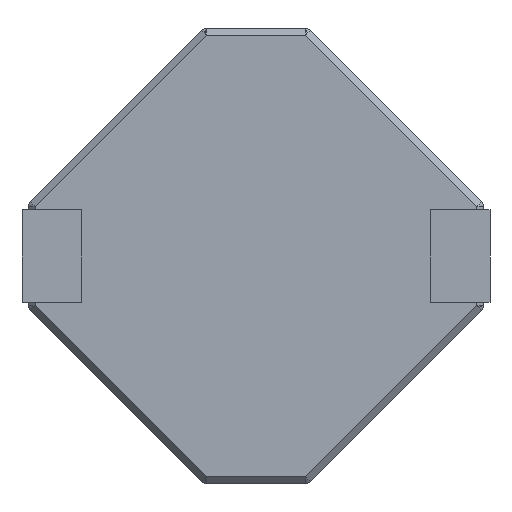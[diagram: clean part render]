
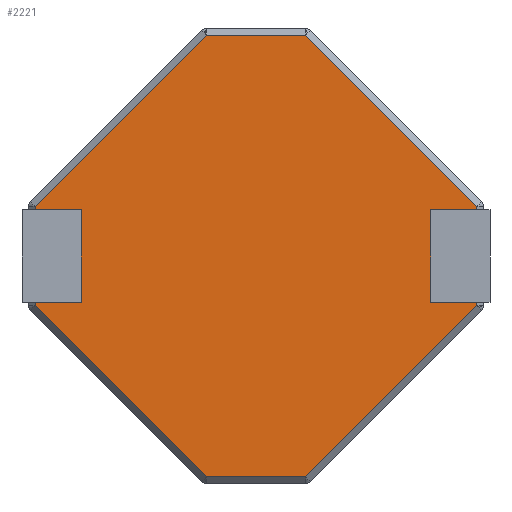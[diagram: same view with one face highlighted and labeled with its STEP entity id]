
A CAD part, front view. The second image highlights one B-rep face of the part: STEP entity #2221.
In plain terms, the highlighted planar face has unit normal (0, -1, 0).
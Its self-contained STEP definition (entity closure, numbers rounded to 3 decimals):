
#6 = VECTOR ( 'NONE', #1282, 1000. ) ;
#31 = VERTEX_POINT ( 'NONE', #2227 ) ;
#37 = DIRECTION ( 'NONE',  ( 0.707, 0., -0.707 ) ) ;
#56 = ORIENTED_EDGE ( 'NONE', *, *, #1367, .F. ) ;
#66 = CARTESIAN_POINT ( 'NONE',  ( 3.35, 0., 0.7 ) ) ;
#99 = VERTEX_POINT ( 'NONE', #2196 ) ;
#120 = EDGE_CURVE ( 'NONE', #31, #1322, #1011, .T. ) ;
#122 = ORIENTED_EDGE ( 'NONE', *, *, #2226, .T. ) ;
#124 = CARTESIAN_POINT ( 'NONE',  ( 3.35, 0., -0.751 ) ) ;
#143 = EDGE_CURVE ( 'NONE', #2175, #982, #1645, .T. ) ;
#144 = VERTEX_POINT ( 'NONE', #648 ) ;
#244 = LINE ( 'NONE', #1473, #6 ) ;
#260 = ORIENTED_EDGE ( 'NONE', *, *, #839, .F. ) ;
#276 = DIRECTION ( 'NONE',  ( 0., 0., -1. ) ) ;
#286 = CARTESIAN_POINT ( 'NONE',  ( -3.35, 0., 0.751 ) ) ;
#291 = DIRECTION ( 'NONE',  ( 0., 0., -1. ) ) ;
#337 = VERTEX_POINT ( 'NONE', #1491 ) ;
#351 = VERTEX_POINT ( 'NONE', #2198 ) ;
#353 = CARTESIAN_POINT ( 'NONE',  ( 0.751, 0., -3.35 ) ) ;
#356 = AXIS2_PLACEMENT_3D ( 'NONE', #878, #1071, #1967 ) ;
#374 = VECTOR ( 'NONE', #291, 1000. ) ;
#388 = EDGE_CURVE ( 'NONE', #337, #144, #767, .T. ) ;
#389 = LINE ( 'NONE', #754, #1952 ) ;
#414 = DIRECTION ( 'NONE',  ( 1., 0., 0. ) ) ;
#480 = CARTESIAN_POINT ( 'NONE',  ( 0.751, 0., 3.35 ) ) ;
#489 = VECTOR ( 'NONE', #496, 1000. ) ;
#496 = DIRECTION ( 'NONE',  ( 1., 0., 0. ) ) ;
#498 = LINE ( 'NONE', #694, #1992 ) ;
#500 = VECTOR ( 'NONE', #1793, 1000. ) ;
#535 = LINE ( 'NONE', #2301, #500 ) ;
#559 = LINE ( 'NONE', #702, #567 ) ;
#567 = VECTOR ( 'NONE', #2117, 1000. ) ;
#580 = CARTESIAN_POINT ( 'NONE',  ( -0.751, 0., -3.35 ) ) ;
#584 = VERTEX_POINT ( 'NONE', #124 ) ;
#615 = ORIENTED_EDGE ( 'NONE', *, *, #120, .T. ) ;
#648 = CARTESIAN_POINT ( 'NONE',  ( 3.35, 0., -0.7 ) ) ;
#665 = EDGE_CURVE ( 'NONE', #2150, #1940, #1521, .T. ) ;
#682 = ORIENTED_EDGE ( 'NONE', *, *, #665, .T. ) ;
#693 = EDGE_CURVE ( 'NONE', #982, #31, #1166, .T. ) ;
#694 = CARTESIAN_POINT ( 'NONE',  ( 3.35, 0., -0.751 ) ) ;
#702 = CARTESIAN_POINT ( 'NONE',  ( 3.35, 0., -0.7 ) ) ;
#731 = EDGE_CURVE ( 'NONE', #2091, #2175, #1229, .T. ) ;
#754 = CARTESIAN_POINT ( 'NONE',  ( 0., 0., 0.7 ) ) ;
#766 = EDGE_CURVE ( 'NONE', #1553, #584, #498, .T. ) ;
#767 = LINE ( 'NONE', #2187, #489 ) ;
#822 = DIRECTION ( 'NONE',  ( -0.707, 0., -0.707 ) ) ;
#839 = EDGE_CURVE ( 'NONE', #2314, #1322, #389, .T. ) ;
#878 = CARTESIAN_POINT ( 'NONE',  ( 0., 0., 0. ) ) ;
#893 = EDGE_CURVE ( 'NONE', #1373, #1553, #1276, .T. ) ;
#909 = LINE ( 'NONE', #580, #1884 ) ;
#912 = VERTEX_POINT ( 'NONE', #66 ) ;
#921 = EDGE_LOOP ( 'NONE', ( #1665, #682, #2072, #1121, #1405, #940, #1500, #56, #2078, #122, #1788, #2028, #1125, #615, #260, #1148 ) ) ;
#929 = EDGE_CURVE ( 'NONE', #1940, #1373, #909, .T. ) ;
#936 = CARTESIAN_POINT ( 'NONE',  ( -3.35, 0., 0.7 ) ) ;
#940 = ORIENTED_EDGE ( 'NONE', *, *, #1085, .T. ) ;
#952 = DIRECTION ( 'NONE',  ( -1., 0., 0. ) ) ;
#982 = VERTEX_POINT ( 'NONE', #1026 ) ;
#1011 = LINE ( 'NONE', #936, #374 ) ;
#1021 = DIRECTION ( 'NONE',  ( 0., 0., -1. ) ) ;
#1026 = CARTESIAN_POINT ( 'NONE',  ( -0.751, 0., 3.35 ) ) ;
#1067 = LINE ( 'NONE', #2120, #1699 ) ;
#1071 = DIRECTION ( 'NONE',  ( 0., -1., 0. ) ) ;
#1085 = EDGE_CURVE ( 'NONE', #584, #144, #559, .T. ) ;
#1121 = ORIENTED_EDGE ( 'NONE', *, *, #893, .T. ) ;
#1125 = ORIENTED_EDGE ( 'NONE', *, *, #693, .T. ) ;
#1148 = ORIENTED_EDGE ( 'NONE', *, *, #1877, .F. ) ;
#1154 = CARTESIAN_POINT ( 'NONE',  ( -3.35, 0., -0.7 ) ) ;
#1166 = LINE ( 'NONE', #286, #1617 ) ;
#1184 = CARTESIAN_POINT ( 'NONE',  ( -0.751, 0., -3.35 ) ) ;
#1212 = DIRECTION ( 'NONE',  ( 0., 0., 1. ) ) ;
#1229 = LINE ( 'NONE', #480, #1911 ) ;
#1238 = VECTOR ( 'NONE', #276, 1000. ) ;
#1241 = VECTOR ( 'NONE', #414, 1000. ) ;
#1276 = LINE ( 'NONE', #1815, #1241 ) ;
#1282 = DIRECTION ( 'NONE',  ( 1., 0., 0. ) ) ;
#1322 = VERTEX_POINT ( 'NONE', #1349 ) ;
#1349 = CARTESIAN_POINT ( 'NONE',  ( -3.35, 0., 0.7 ) ) ;
#1367 = EDGE_CURVE ( 'NONE', #351, #337, #2266, .T. ) ;
#1373 = VERTEX_POINT ( 'NONE', #1184 ) ;
#1405 = ORIENTED_EDGE ( 'NONE', *, *, #766, .T. ) ;
#1433 = CARTESIAN_POINT ( 'NONE',  ( 3.35, 0., 0.751 ) ) ;
#1447 = CARTESIAN_POINT ( 'NONE',  ( -0.751, 0., 3.35 ) ) ;
#1473 = CARTESIAN_POINT ( 'NONE',  ( 0., 0., -0.7 ) ) ;
#1491 = CARTESIAN_POINT ( 'NONE',  ( 2.65, 0., -0.7 ) ) ;
#1500 = ORIENTED_EDGE ( 'NONE', *, *, #388, .F. ) ;
#1521 = LINE ( 'NONE', #2219, #1238 ) ;
#1538 = VECTOR ( 'NONE', #1871, 1000. ) ;
#1553 = VERTEX_POINT ( 'NONE', #353 ) ;
#1617 = VECTOR ( 'NONE', #822, 1000. ) ;
#1645 = LINE ( 'NONE', #1447, #1538 ) ;
#1665 = ORIENTED_EDGE ( 'NONE', *, *, #1679, .F. ) ;
#1677 = CARTESIAN_POINT ( 'NONE',  ( 3.35, 0., 0.751 ) ) ;
#1679 = EDGE_CURVE ( 'NONE', #2150, #99, #244, .T. ) ;
#1699 = VECTOR ( 'NONE', #1212, 1000. ) ;
#1711 = CARTESIAN_POINT ( 'NONE',  ( 2.65, 0., 0. ) ) ;
#1756 = PLANE ( 'NONE',  #356 ) ;
#1769 = DIRECTION ( 'NONE',  ( 0., 0., 1. ) ) ;
#1788 = ORIENTED_EDGE ( 'NONE', *, *, #731, .T. ) ;
#1790 = CARTESIAN_POINT ( 'NONE',  ( -3.35, 0., -0.751 ) ) ;
#1793 = DIRECTION ( 'NONE',  ( -1., 0., 0. ) ) ;
#1815 = CARTESIAN_POINT ( 'NONE',  ( 0.751, 0., -3.35 ) ) ;
#1871 = DIRECTION ( 'NONE',  ( -1., 0., 0. ) ) ;
#1877 = EDGE_CURVE ( 'NONE', #99, #2314, #1067, .T. ) ;
#1884 = VECTOR ( 'NONE', #37, 1000. ) ;
#1911 = VECTOR ( 'NONE', #2297, 1000. ) ;
#1940 = VERTEX_POINT ( 'NONE', #1790 ) ;
#1948 = DIRECTION ( 'NONE',  ( 0.707, 0., 0.707 ) ) ;
#1952 = VECTOR ( 'NONE', #952, 1000. ) ;
#1967 = DIRECTION ( 'NONE',  ( 0., 0., -1. ) ) ;
#1992 = VECTOR ( 'NONE', #1948, 1000. ) ;
#2028 = ORIENTED_EDGE ( 'NONE', *, *, #143, .T. ) ;
#2072 = ORIENTED_EDGE ( 'NONE', *, *, #929, .T. ) ;
#2078 = ORIENTED_EDGE ( 'NONE', *, *, #2172, .F. ) ;
#2091 = VERTEX_POINT ( 'NONE', #1677 ) ;
#2117 = DIRECTION ( 'NONE',  ( 0., 0., 1. ) ) ;
#2120 = CARTESIAN_POINT ( 'NONE',  ( -2.65, 0., 0. ) ) ;
#2124 = LINE ( 'NONE', #1433, #2218 ) ;
#2136 = CARTESIAN_POINT ( 'NONE',  ( 0.751, 0., 3.35 ) ) ;
#2138 = VECTOR ( 'NONE', #1021, 1000. ) ;
#2150 = VERTEX_POINT ( 'NONE', #1154 ) ;
#2172 = EDGE_CURVE ( 'NONE', #912, #351, #535, .T. ) ;
#2175 = VERTEX_POINT ( 'NONE', #2136 ) ;
#2182 = CARTESIAN_POINT ( 'NONE',  ( -2.65, 0., 0.7 ) ) ;
#2187 = CARTESIAN_POINT ( 'NONE',  ( 0., 0., -0.7 ) ) ;
#2196 = CARTESIAN_POINT ( 'NONE',  ( -2.65, 0., -0.7 ) ) ;
#2198 = CARTESIAN_POINT ( 'NONE',  ( 2.65, 0., 0.7 ) ) ;
#2218 = VECTOR ( 'NONE', #1769, 1000. ) ;
#2219 = CARTESIAN_POINT ( 'NONE',  ( -3.35, 0., -0.751 ) ) ;
#2221 = ADVANCED_FACE ( 'NONE', ( #2275 ), #1756, .T. ) ;
#2226 = EDGE_CURVE ( 'NONE', #912, #2091, #2124, .T. ) ;
#2227 = CARTESIAN_POINT ( 'NONE',  ( -3.35, 0., 0.751 ) ) ;
#2266 = LINE ( 'NONE', #1711, #2138 ) ;
#2275 = FACE_OUTER_BOUND ( 'NONE', #921, .T. ) ;
#2297 = DIRECTION ( 'NONE',  ( -0.707, 0., 0.707 ) ) ;
#2301 = CARTESIAN_POINT ( 'NONE',  ( 0., 0., 0.7 ) ) ;
#2314 = VERTEX_POINT ( 'NONE', #2182 ) ;
